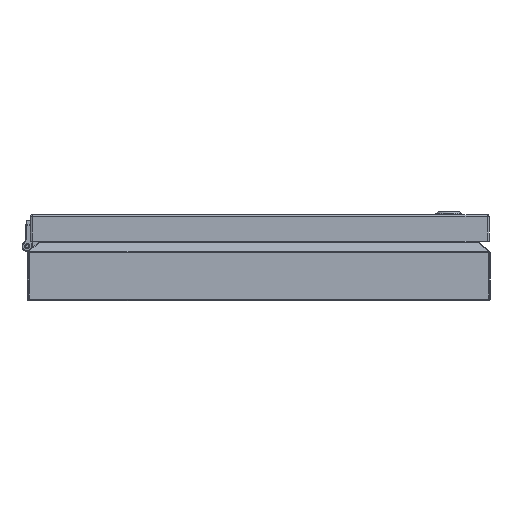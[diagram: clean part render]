
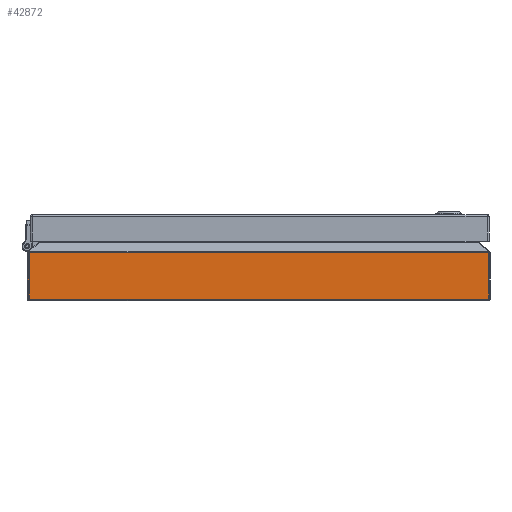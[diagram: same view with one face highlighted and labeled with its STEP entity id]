
A CAD part, front view. The second image highlights one B-rep face of the part: STEP entity #42872.
In plain terms, the highlighted planar face has unit normal (0, -1, 0).
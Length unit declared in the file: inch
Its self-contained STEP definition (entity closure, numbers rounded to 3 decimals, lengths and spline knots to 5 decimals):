
#3189 = LINE ( 'NONE', #11638, #90241 ) ;
#4798 = EDGE_CURVE ( 'NONE', #101062, #20501, #55683, .T. ) ;
#7943 = PLANE ( 'NONE',  #94066 ) ;
#10049 = DIRECTION ( 'NONE',  ( -1., 0., 0. ) ) ;
#10560 = DIRECTION ( 'NONE',  ( 0., 1., 0. ) ) ;
#11638 = CARTESIAN_POINT ( 'NONE',  ( 6.97, -9.06, 1.495 ) ) ;
#18011 = EDGE_CURVE ( 'NONE', #87762, #74740, #57417, .T. ) ;
#20501 = VERTEX_POINT ( 'NONE', #26986 ) ;
#24537 = VECTOR ( 'NONE', #89617, 39.37008 ) ;
#26986 = CARTESIAN_POINT ( 'NONE',  ( 6.97, -9.06, 0.05 ) ) ;
#30357 = EDGE_CURVE ( 'NONE', #87762, #20501, #3189, .T. ) ;
#30365 = DIRECTION ( 'NONE',  ( 0., 0., -1. ) ) ;
#33127 = CARTESIAN_POINT ( 'NONE',  ( -7.03, -9.06, 1.47142 ) ) ;
#33830 = CARTESIAN_POINT ( 'NONE',  ( -7.03, -9.06, 1.495 ) ) ;
#35936 = DIRECTION ( 'NONE',  ( 0., 0., -1. ) ) ;
#39823 = CARTESIAN_POINT ( 'NONE',  ( -7.03, -9.06, 0.05 ) ) ;
#42872 = ADVANCED_FACE ( 'NONE', ( #80293 ), #7943, .F. ) ;
#46710 = CARTESIAN_POINT ( 'NONE',  ( -7.03, -9.06, 1.495 ) ) ;
#55683 = LINE ( 'NONE', #39823, #84164 ) ;
#56957 = VECTOR ( 'NONE', #30365, 39.37008 ) ;
#57417 = LINE ( 'NONE', #64810, #24537 ) ;
#64810 = CARTESIAN_POINT ( 'NONE',  ( -7.03, -9.06, 1.47142 ) ) ;
#64948 = CARTESIAN_POINT ( 'NONE',  ( -7.03, -9.06, 0.05 ) ) ;
#68122 = EDGE_LOOP ( 'NONE', ( #95815, #91280, #99870, #81455 ) ) ;
#72566 = DIRECTION ( 'NONE',  ( 1., 0., 0. ) ) ;
#74740 = VERTEX_POINT ( 'NONE', #33127 ) ;
#78068 = EDGE_CURVE ( 'NONE', #74740, #101062, #80500, .T. ) ;
#80293 = FACE_OUTER_BOUND ( 'NONE', #68122, .T. ) ;
#80500 = LINE ( 'NONE', #46710, #56957 ) ;
#81455 = ORIENTED_EDGE ( 'NONE', *, *, #4798, .T. ) ;
#84164 = VECTOR ( 'NONE', #72566, 39.37008 ) ;
#87762 = VERTEX_POINT ( 'NONE', #101562 ) ;
#89617 = DIRECTION ( 'NONE',  ( -1., 0., 0. ) ) ;
#90241 = VECTOR ( 'NONE', #35936, 39.37008 ) ;
#91280 = ORIENTED_EDGE ( 'NONE', *, *, #18011, .T. ) ;
#94066 = AXIS2_PLACEMENT_3D ( 'NONE', #33830, #10560, #10049 ) ;
#95815 = ORIENTED_EDGE ( 'NONE', *, *, #30357, .F. ) ;
#99870 = ORIENTED_EDGE ( 'NONE', *, *, #78068, .T. ) ;
#101062 = VERTEX_POINT ( 'NONE', #64948 ) ;
#101562 = CARTESIAN_POINT ( 'NONE',  ( 6.97, -9.06, 1.47142 ) ) ;
